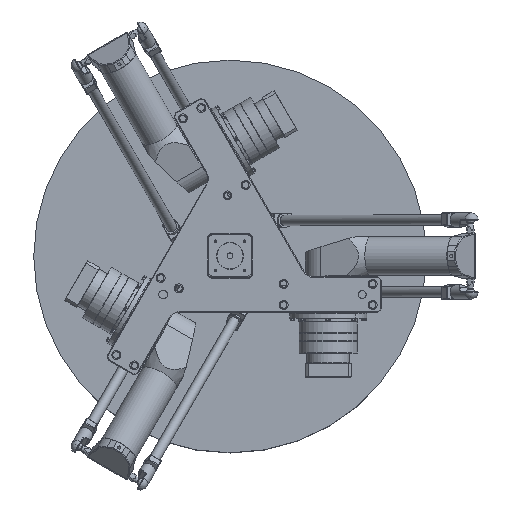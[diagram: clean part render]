
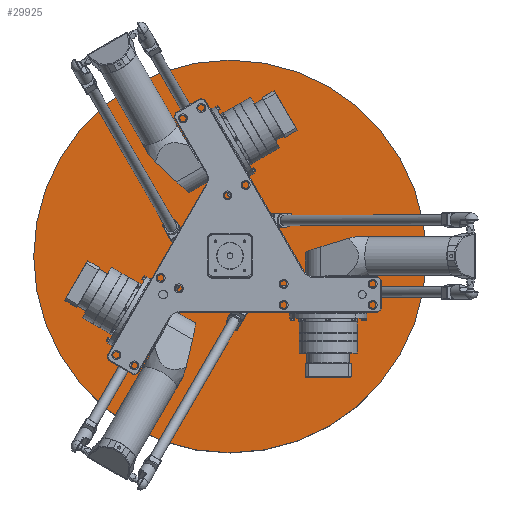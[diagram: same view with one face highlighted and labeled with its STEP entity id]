
A CAD part, top view. The second image highlights one B-rep face of the part: STEP entity #29925.
In plain terms, the highlighted face is planar.
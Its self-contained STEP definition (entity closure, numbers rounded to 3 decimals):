
#7303=PLANE('',#33133);
#10134=FACE_OUTER_BOUND('',#12496,.T.);
#12496=EDGE_LOOP('',(#27942));
#13706=CIRCLE('',#33131,300.);
#16290=VERTEX_POINT('',#60958);
#20174=EDGE_CURVE('',#16290,#16290,#13706,.T.);
#27942=ORIENTED_EDGE('',*,*,#20174,.T.);
#29925=ADVANCED_FACE('',(#10134),#7303,.T.);
#33131=AXIS2_PLACEMENT_3D('',#60959,#41499,#41500);
#33133=AXIS2_PLACEMENT_3D('',#60962,#41503,#41504);
#41499=DIRECTION('center_axis',(0.,1.,0.));
#41500=DIRECTION('ref_axis',(-1.,0.,0.));
#41503=DIRECTION('center_axis',(0.,1.,0.));
#41504=DIRECTION('ref_axis',(0.,0.,1.));
#60958=CARTESIAN_POINT('',(-300.,250.,0.));
#60959=CARTESIAN_POINT('Origin',(0.,250.,0.));
#60962=CARTESIAN_POINT('Origin',(-150.,250.,0.));
